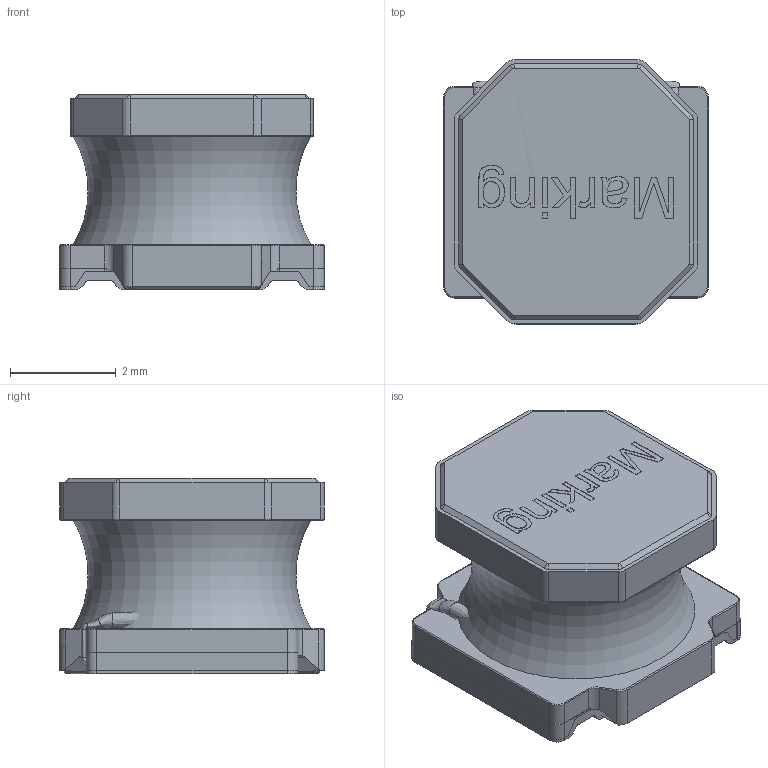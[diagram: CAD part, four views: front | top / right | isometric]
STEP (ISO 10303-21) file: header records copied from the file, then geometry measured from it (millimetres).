
FILE_DESCRIPTION(/* description */ ('Unknown'),/* implementation_level */ '2;1');
FILE_NAME(/* name */ 'L_Wurth_WE-LQSA-5040',/* time_stamp */ '2025-05-12T17:59:04+08:00',/* author */ ('Unknown'),/* organization */ ('Unknown'),/* preprocessor_version */ 'ST-DEVELOPER v19.4',/* originating_system */ 'Solid Edge',/* authorisation */ 'Unknown');
FILE_SCHEMA (('AUTOMOTIVE_DESIGN {1 0 10303 214 3 1 1}'));
Length unit declared in the file: millimetre
Products named in the file (2): L_Wurth_WE-LQSA-5040
Assembly tree (1 placements, depth 2):
  L_Wurth_WE-LQSA-5040
    L_Wurth_WE-LQSA-5040
Bounding box: 5.01 x 5 x 3.71 mm (x, y, z)
Volume: 69.5 mm3; surface area: 321.6 mm2
Topology: 7 solids, 7 shells, 325 faces, 880 edges, 572 vertices
Faces by surface type: plane 168, cylinder 84, bspline 32, torus 21, cone 20
Full cylindrical faces by diameter (mm): 2.25 x2
Entity records: 13908 total; most frequent: CARTESIAN_POINT 4615, ORIENTED_EDGE 1672, DIRECTION 1468, EDGE_CURVE 836, VERTEX_POINT 558, AXIS2_PLACEMENT_3D 528, LINE 412, VECTOR 412
